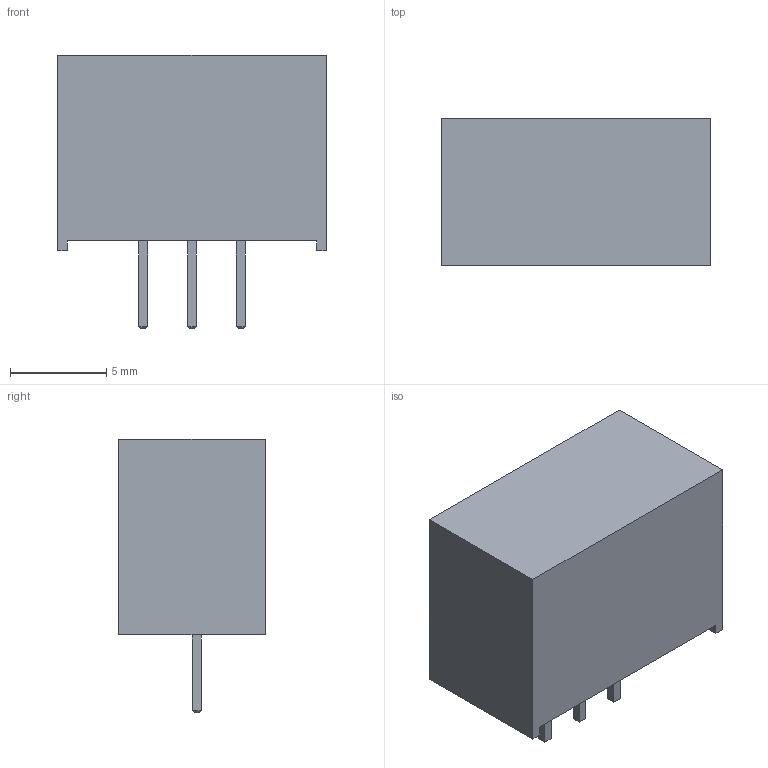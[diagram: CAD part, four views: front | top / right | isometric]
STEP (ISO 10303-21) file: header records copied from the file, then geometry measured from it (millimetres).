
FILE_DESCRIPTION(('FreeCAD Model'),'2;1');
FILE_NAME('Project''s_libs/STEP/TSR2-2450.step','2020-01-01T17:14:57', (''),(''),'Open CASCADE STEP processor 7.3','FreeCAD','Unknown');
FILE_SCHEMA(('AUTOMOTIVE_DESIGN { 1 0 10303 214 1 1 1 1 }'));
Length unit declared in the file: millimetre
Products named in the file (1): Body001
Bounding box: 13.97 x 7.62 x 14.22 mm (x, y, z)
Volume: 1034.1 mm3; surface area: 671.3 mm2
Topology: 1 solids, 1 shells, 39 faces, 87 edges, 54 vertices
Faces by surface type: plane 38, cylinder 1
Full cylindrical faces by diameter (mm): 1 x1
Entity records: 2199 total; most frequent: CARTESIAN_POINT 355, DIRECTION 343, LINE 257, VECTOR 257, ORIENTED_EDGE 174, PCURVE 174, DEFINITIONAL_REPRESENTATION 174, EDGE_CURVE 87
